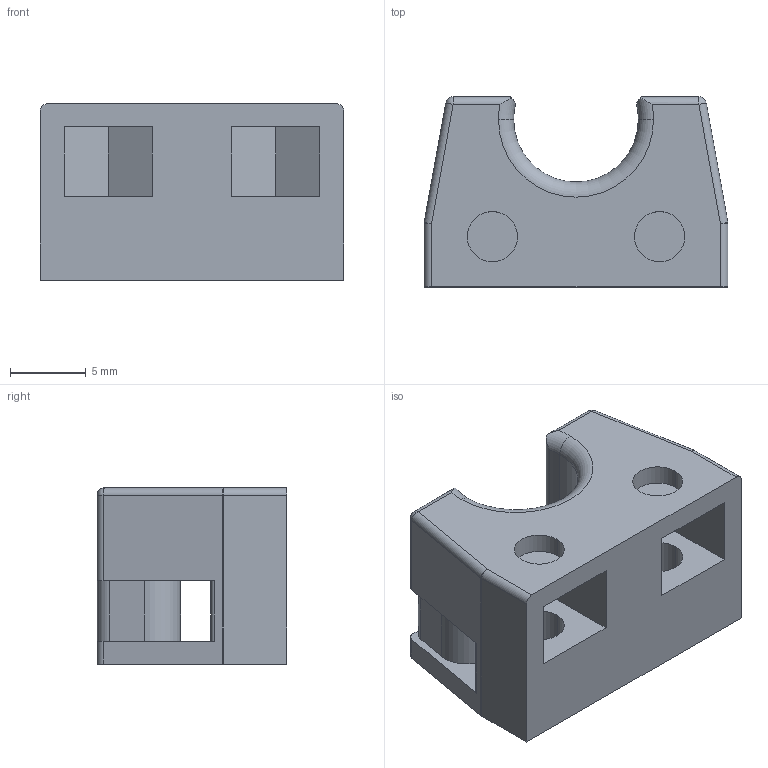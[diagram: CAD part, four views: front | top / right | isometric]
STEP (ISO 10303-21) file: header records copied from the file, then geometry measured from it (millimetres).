
FILE_DESCRIPTION (( 'STEP AP214' ), '1' );
FILE_NAME ('Y_holder_back.STEP', '2024-10-12T21:53:26', ( '' ), ( '' ), 'SwSTEP 2.0', 'SolidWorks 2024', '' );
FILE_SCHEMA (( 'AUTOMOTIVE_DESIGN' ));
Length unit declared in the file: millimetre
Products named in the file (1): Y_holder_back
Bounding box: 20 x 12.5 x 11.6 mm (x, y, z)
Volume: 1685 mm3; surface area: 1693.9 mm2
Topology: 1 solids, 1 shells, 74 faces, 209 edges, 132 vertices
Faces by surface type: cylinder 35, plane 32, sphere 4, torus 3
Entity records: 2439 total; most frequent: CARTESIAN_POINT 447, DIRECTION 420, ORIENTED_EDGE 414, EDGE_CURVE 207, AXIS2_PLACEMENT_3D 147, VERTEX_POINT 132, LINE 126, VECTOR 126
